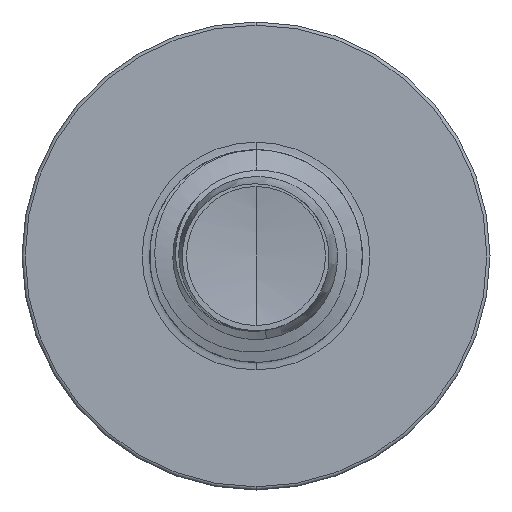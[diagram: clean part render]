
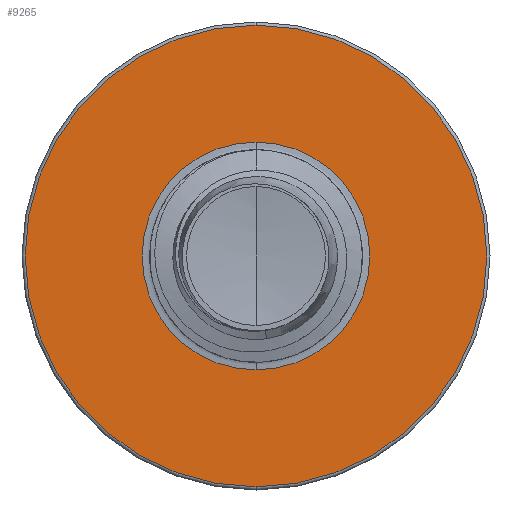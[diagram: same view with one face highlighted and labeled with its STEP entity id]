
A CAD part, front view. The second image highlights one B-rep face of the part: STEP entity #9265.
In plain terms, the highlighted planar face has unit normal (0, -1, 0).
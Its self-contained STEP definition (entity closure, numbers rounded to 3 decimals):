
#748 = EDGE_CURVE ( 'NONE', #14892, #4232, #11085, .T. ) ;
#760 = CIRCLE ( 'NONE', #1857, 2.677 ) ;
#813 = DIRECTION ( 'NONE',  ( 0., 1., 0. ) ) ;
#1334 = CARTESIAN_POINT ( 'NONE',  ( 0., 5.5, 0. ) ) ;
#1830 = FACE_BOUND ( 'NONE', #16058, .T. ) ;
#1857 = AXIS2_PLACEMENT_3D ( 'NONE', #1334, #10628, #2663 ) ;
#2229 = CIRCLE ( 'NONE', #12005, 5.425 ) ;
#2663 = DIRECTION ( 'NONE',  ( 0., 0., 1. ) ) ;
#4232 = VERTEX_POINT ( 'NONE', #16676 ) ;
#4701 = CIRCLE ( 'NONE', #8418, 2.677 ) ;
#4796 = CARTESIAN_POINT ( 'NONE',  ( 0., 5.5, 0. ) ) ;
#4870 = CARTESIAN_POINT ( 'NONE',  ( 0., 5.5, 0. ) ) ;
#5118 = ORIENTED_EDGE ( 'NONE', *, *, #9232, .F. ) ;
#6124 = DIRECTION ( 'NONE',  ( 0., 0., 1. ) ) ;
#6197 = DIRECTION ( 'NONE',  ( 0., 0., 1. ) ) ;
#7542 = DIRECTION ( 'NONE',  ( 0., 1., 0. ) ) ;
#8418 = AXIS2_PLACEMENT_3D ( 'NONE', #8758, #813, #10095 ) ;
#8647 = VERTEX_POINT ( 'NONE', #12571 ) ;
#8758 = CARTESIAN_POINT ( 'NONE',  ( 0., 5.5, 0. ) ) ;
#8764 = PLANE ( 'NONE',  #16567 ) ;
#9232 = EDGE_CURVE ( 'NONE', #4232, #14892, #2229, .T. ) ;
#9265 = ADVANCED_FACE ( 'NONE', ( #16296, #1830 ), #8764, .F. ) ;
#10095 = DIRECTION ( 'NONE',  ( 0., 0., 1. ) ) ;
#10628 = DIRECTION ( 'NONE',  ( 0., 1., 0. ) ) ;
#11085 = CIRCLE ( 'NONE', #12788, 5.425 ) ;
#11363 = EDGE_LOOP ( 'NONE', ( #15461, #5118 ) ) ;
#12005 = AXIS2_PLACEMENT_3D ( 'NONE', #4870, #14324, #6197 ) ;
#12270 = ORIENTED_EDGE ( 'NONE', *, *, #13263, .T. ) ;
#12571 = CARTESIAN_POINT ( 'NONE',  ( 0., 5.5, -2.677 ) ) ;
#12584 = CARTESIAN_POINT ( 'NONE',  ( 0., 5.5, 5.425 ) ) ;
#12788 = AXIS2_PLACEMENT_3D ( 'NONE', #4796, #14248, #6124 ) ;
#12948 = CARTESIAN_POINT ( 'NONE',  ( 0., 5.5, -2.677 ) ) ;
#12966 = EDGE_CURVE ( 'NONE', #8647, #16934, #4701, .T. ) ;
#13263 = EDGE_CURVE ( 'NONE', #16934, #8647, #760, .T. ) ;
#14248 = DIRECTION ( 'NONE',  ( 0., 1., 0. ) ) ;
#14324 = DIRECTION ( 'NONE',  ( 0., 1., 0. ) ) ;
#14892 = VERTEX_POINT ( 'NONE', #12584 ) ;
#15461 = ORIENTED_EDGE ( 'NONE', *, *, #748, .F. ) ;
#15722 = CARTESIAN_POINT ( 'NONE',  ( 0., 5.5, 2.677 ) ) ;
#15871 = ORIENTED_EDGE ( 'NONE', *, *, #12966, .T. ) ;
#16058 = EDGE_LOOP ( 'NONE', ( #12270, #15871 ) ) ;
#16296 = FACE_OUTER_BOUND ( 'NONE', #11363, .T. ) ;
#16567 = AXIS2_PLACEMENT_3D ( 'NONE', #12948, #7542, #16983 ) ;
#16676 = CARTESIAN_POINT ( 'NONE',  ( 0., 5.5, -5.425 ) ) ;
#16934 = VERTEX_POINT ( 'NONE', #15722 ) ;
#16983 = DIRECTION ( 'NONE',  ( 0., 0., 1. ) ) ;
